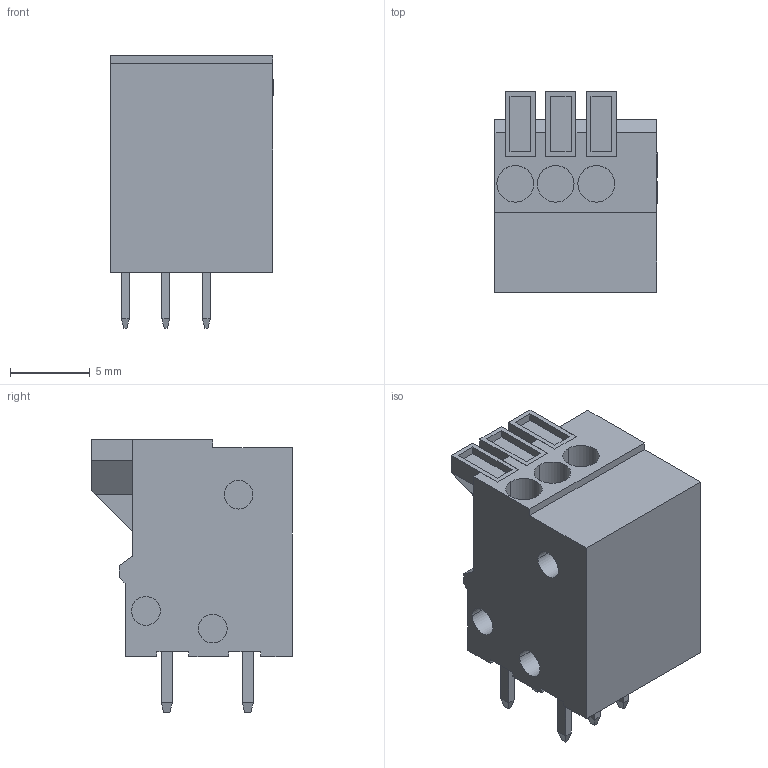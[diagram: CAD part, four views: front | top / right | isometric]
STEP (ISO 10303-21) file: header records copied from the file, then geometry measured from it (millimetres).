
FILE_DESCRIPTION (( 'STEP AP214' ), '1' );
FILE_NAME ('CONN-TH_3P-P2.54_DIBO_DB141V-2.54-3P.step', '2022-07-29T16:32:48', ( '' ), ( '' ), 'SwSTEP 2.0', 'SolidWorks 2020', '' );
FILE_SCHEMA (( 'AUTOMOTIVE_DESIGN' ));
Length unit declared in the file: millimetre
Products named in the file (1): CONN-TH_3P-P2.54_DIBO_DB141V-2.54-3P
Bounding box: 10.16 x 12.6 x 17.1 mm (x, y, z)
Volume: 1323.5 mm3; surface area: 1295.8 mm2
Topology: 17 solids, 23 shells, 466 faces, 1164 edges, 766 vertices
Faces by surface type: plane 330, bspline 112, cylinder 24
Entity records: 20224 total; most frequent: CARTESIAN_POINT 4501, ORIENTED_EDGE 2328, DIRECTION 1694, EDGE_CURVE 1164, LINE 888, VECTOR 888, VERTEX_POINT 766, EDGE_LOOP 500
